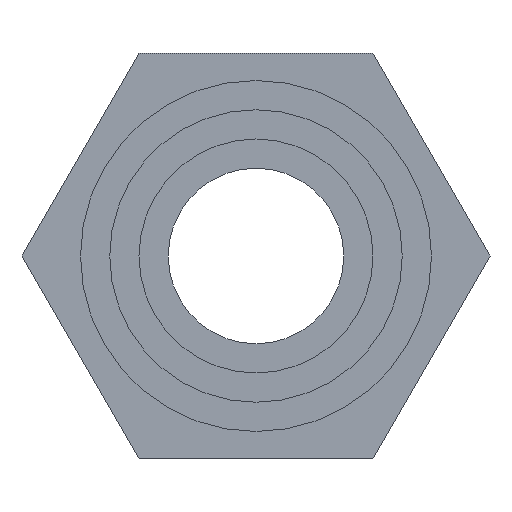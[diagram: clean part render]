
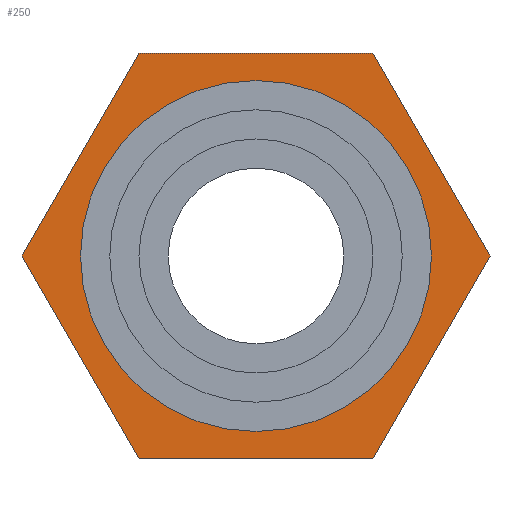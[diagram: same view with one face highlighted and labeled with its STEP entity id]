
A CAD part, left-side view. The second image highlights one B-rep face of the part: STEP entity #250.
In plain terms, the highlighted planar face has unit normal (-1, 0, 0).
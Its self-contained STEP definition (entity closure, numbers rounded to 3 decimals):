
#250=ADVANCED_FACE('',(#450,#452),#454,.T.);
#450=FACE_BOUND('',#451,.T.);
#451=EDGE_LOOP('',(#651,#652,#653,#654,#655,#656));
#452=FACE_BOUND('',#453,.T.);
#453=EDGE_LOOP('',(#657));
#454=PLANE('',#455);
#455=AXIS2_PLACEMENT_3D('',#456,#457,#458);
#456=CARTESIAN_POINT('',(8.548,0.,0.));
#457=DIRECTION('',(-1.,0.,0.));
#458=DIRECTION('',(0.,-1.,0.));
#651=ORIENTED_EDGE('',*,*,#746,.T.);
#652=ORIENTED_EDGE('',*,*,#747,.T.);
#653=ORIENTED_EDGE('',*,*,#748,.T.);
#654=ORIENTED_EDGE('',*,*,#749,.T.);
#655=ORIENTED_EDGE('',*,*,#750,.T.);
#656=ORIENTED_EDGE('',*,*,#751,.T.);
#657=ORIENTED_EDGE('',*,*,#752,.F.);
#746=EDGE_CURVE('',#829,#830,#831,.T.);
#747=EDGE_CURVE('',#830,#832,#833,.T.);
#748=EDGE_CURVE('',#832,#834,#835,.T.);
#749=EDGE_CURVE('',#834,#836,#837,.T.);
#750=EDGE_CURVE('',#836,#838,#839,.T.);
#751=EDGE_CURVE('',#838,#829,#840,.T.);
#752=EDGE_CURVE('',#841,#841,#842,.T.);
#829=VERTEX_POINT('',#1003);
#830=VERTEX_POINT('',#1004);
#831=LINE('',#1005,#1006);
#832=VERTEX_POINT('',#1008);
#833=LINE('',#1009,#1010);
#834=VERTEX_POINT('',#1012);
#835=LINE('',#1013,#1014);
#836=VERTEX_POINT('',#1016);
#837=LINE('',#1017,#1018);
#838=VERTEX_POINT('',#1020);
#839=LINE('',#1021,#1022);
#840=LINE('',#1024,#1025);
#841=VERTEX_POINT('',#1027);
#842=CIRCLE('',#1028,30.);
#1003=CARTESIAN_POINT('',(8.548,20.,34.641));
#1004=CARTESIAN_POINT('',(8.548,40.,0.));
#1005=CARTESIAN_POINT('',(8.548,20.,34.641));
#1006=VECTOR('',#1007,1.);
#1007=DIRECTION('',(0.,0.5,-0.866));
#1008=CARTESIAN_POINT('',(8.548,20.,-34.641));
#1009=CARTESIAN_POINT('',(8.548,40.,0.));
#1010=VECTOR('',#1011,1.);
#1011=DIRECTION('',(0.,-0.5,-0.866));
#1012=CARTESIAN_POINT('',(8.548,-20.,-34.641));
#1013=CARTESIAN_POINT('',(8.548,20.,-34.641));
#1014=VECTOR('',#1015,1.);
#1015=DIRECTION('',(0.,-1.,0.));
#1016=CARTESIAN_POINT('',(8.548,-40.,0.));
#1017=CARTESIAN_POINT('',(8.548,-20.,-34.641));
#1018=VECTOR('',#1019,1.);
#1019=DIRECTION('',(0.,-0.5,0.866));
#1020=CARTESIAN_POINT('',(8.548,-20.,34.641));
#1021=CARTESIAN_POINT('',(8.548,-40.,0.));
#1022=VECTOR('',#1023,1.);
#1023=DIRECTION('',(0.,0.5,0.866));
#1024=CARTESIAN_POINT('',(8.548,-20.,34.641));
#1025=VECTOR('',#1026,1.);
#1026=DIRECTION('',(0.,1.,0.));
#1027=CARTESIAN_POINT('',(8.548,-30.,0.));
#1028=AXIS2_PLACEMENT_3D('',#1029,#1030,#1031);
#1029=CARTESIAN_POINT('',(8.548,0.,0.));
#1030=DIRECTION('',(-1.,0.,0.));
#1031=DIRECTION('',(0.,-1.,0.));
